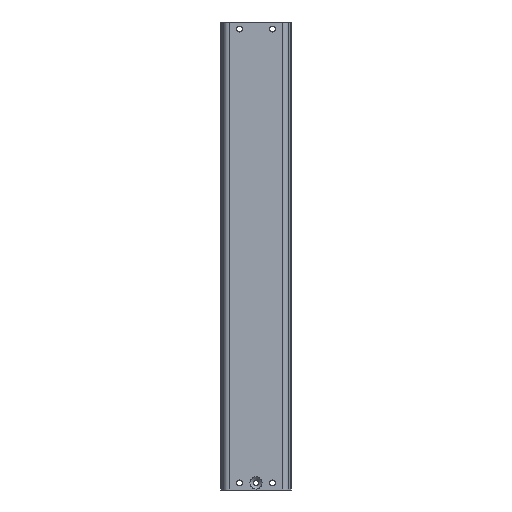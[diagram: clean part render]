
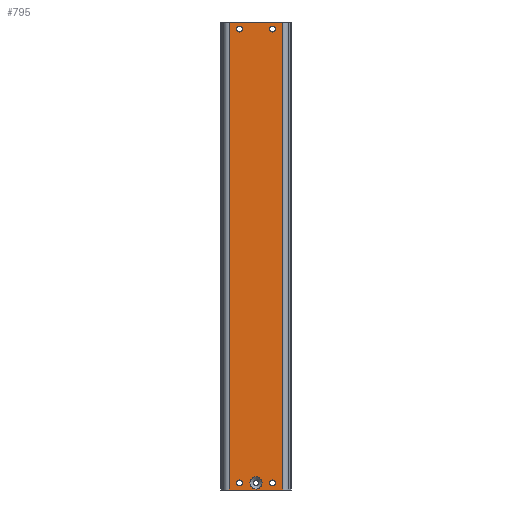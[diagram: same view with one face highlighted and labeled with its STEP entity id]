
A CAD part, left-side view. The second image highlights one B-rep face of the part: STEP entity #795.
In plain terms, the highlighted planar face has unit normal (-1, 0, 0).
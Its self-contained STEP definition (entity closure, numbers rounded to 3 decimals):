
#20 = CIRCLE ( 'NONE', #2309, 3.2 ) ;
#46 = VERTEX_POINT ( 'NONE', #1178 ) ;
#126 = CIRCLE ( 'NONE', #3382, 3.2 ) ;
#139 = FACE_BOUND ( 'NONE', #4469, .T. ) ;
#163 = LINE ( 'NONE', #4121, #1775 ) ;
#165 = AXIS2_PLACEMENT_3D ( 'NONE', #2371, #3548, #2817 ) ;
#191 = CARTESIAN_POINT ( 'NONE',  ( 0., 28.779, -500. ) ) ;
#229 = VECTOR ( 'NONE', #3228, 1000. ) ;
#276 = VERTEX_POINT ( 'NONE', #2239 ) ;
#336 = ORIENTED_EDGE ( 'NONE', *, *, #3395, .T. ) ;
#337 = LINE ( 'NONE', #1769, #229 ) ;
#425 = CARTESIAN_POINT ( 'NONE',  ( 0., 17.5, -10.7 ) ) ;
#576 = ORIENTED_EDGE ( 'NONE', *, *, #3690, .T. ) ;
#603 = EDGE_CURVE ( 'NONE', #3065, #3316, #337, .T. ) ;
#638 = AXIS2_PLACEMENT_3D ( 'NONE', #2104, #3549, #1033 ) ;
#650 = ORIENTED_EDGE ( 'NONE', *, *, #603, .T. ) ;
#662 = CARTESIAN_POINT ( 'NONE',  ( 0., 0., -486. ) ) ;
#671 = VERTEX_POINT ( 'NONE', #1472 ) ;
#681 = DIRECTION ( 'NONE',  ( 0., 0., -1. ) ) ;
#685 = DIRECTION ( 'NONE',  ( 0., 0., -1. ) ) ;
#688 = CARTESIAN_POINT ( 'NONE',  ( 0., 0., -492.5 ) ) ;
#795 = ADVANCED_FACE ( 'NONE', ( #881, #3833, #1567, #139, #3443, #3039 ), #4444, .T. ) ;
#881 = FACE_BOUND ( 'NONE', #3134, .T. ) ;
#931 = AXIS2_PLACEMENT_3D ( 'NONE', #966, #3480, #4256 ) ;
#966 = CARTESIAN_POINT ( 'NONE',  ( 0., -17.5, -7.5 ) ) ;
#989 = EDGE_CURVE ( 'NONE', #276, #4448, #1827, .T. ) ;
#990 = ORIENTED_EDGE ( 'NONE', *, *, #3305, .T. ) ;
#1013 = ORIENTED_EDGE ( 'NONE', *, *, #4314, .F. ) ;
#1022 = EDGE_LOOP ( 'NONE', ( #2909, #4291 ) ) ;
#1028 = CIRCLE ( 'NONE', #3530, 6.5 ) ;
#1033 = DIRECTION ( 'NONE',  ( 0., 0., -1. ) ) ;
#1111 = AXIS2_PLACEMENT_3D ( 'NONE', #688, #2894, #2166 ) ;
#1178 = CARTESIAN_POINT ( 'NONE',  ( 0., 28.779, 0. ) ) ;
#1211 = VERTEX_POINT ( 'NONE', #1948 ) ;
#1295 = DIRECTION ( 'NONE',  ( 0., 0., 1. ) ) ;
#1383 = VERTEX_POINT ( 'NONE', #425 ) ;
#1389 = EDGE_LOOP ( 'NONE', ( #3088, #4302, #650, #576 ) ) ;
#1428 = CARTESIAN_POINT ( 'NONE',  ( 0., -17.5, -492.5 ) ) ;
#1444 = AXIS2_PLACEMENT_3D ( 'NONE', #4041, #3993, #685 ) ;
#1472 = CARTESIAN_POINT ( 'NONE',  ( 0., -17.5, -489.3 ) ) ;
#1539 = DIRECTION ( 'NONE',  ( 1., 0., 0. ) ) ;
#1567 = FACE_BOUND ( 'NONE', #2902, .T. ) ;
#1582 = CARTESIAN_POINT ( 'NONE',  ( 0., 17.5, -4.3 ) ) ;
#1653 = CARTESIAN_POINT ( 'NONE',  ( 0., -28.779, -500. ) ) ;
#1769 = CARTESIAN_POINT ( 'NONE',  ( 0., 28.779, -500. ) ) ;
#1775 = VECTOR ( 'NONE', #1952, 1000. ) ;
#1808 = VERTEX_POINT ( 'NONE', #1582 ) ;
#1827 = CIRCLE ( 'NONE', #1444, 3.2 ) ;
#1845 = DIRECTION ( 'NONE',  ( 0., 0., -1. ) ) ;
#1869 = CARTESIAN_POINT ( 'NONE',  ( 0., -28.779, 0. ) ) ;
#1948 = CARTESIAN_POINT ( 'NONE',  ( 0., 17.5, -489.3 ) ) ;
#1952 = DIRECTION ( 'NONE',  ( 0., -1., 0. ) ) ;
#1956 = ORIENTED_EDGE ( 'NONE', *, *, #2321, .T. ) ;
#1999 = CIRCLE ( 'NONE', #4281, 3.2 ) ;
#2076 = ORIENTED_EDGE ( 'NONE', *, *, #4227, .T. ) ;
#2104 = CARTESIAN_POINT ( 'NONE',  ( 0., 17.5, -492.5 ) ) ;
#2166 = DIRECTION ( 'NONE',  ( 0., 0., 1. ) ) ;
#2196 = VERTEX_POINT ( 'NONE', #4088 ) ;
#2239 = CARTESIAN_POINT ( 'NONE',  ( 0., -17.5, -4.3 ) ) ;
#2266 = CARTESIAN_POINT ( 'NONE',  ( 0., -17.5, -10.7 ) ) ;
#2268 = EDGE_CURVE ( 'NONE', #3065, #46, #4618, .T. ) ;
#2309 = AXIS2_PLACEMENT_3D ( 'NONE', #4030, #3989, #681 ) ;
#2311 = DIRECTION ( 'NONE',  ( 0., 0., 1. ) ) ;
#2321 = EDGE_CURVE ( 'NONE', #671, #2580, #2684, .T. ) ;
#2371 = CARTESIAN_POINT ( 'NONE',  ( 0., -17.5, -492.5 ) ) ;
#2427 = DIRECTION ( 'NONE',  ( 0., 0., -1. ) ) ;
#2491 = CARTESIAN_POINT ( 'NONE',  ( 0., -28.779, -500. ) ) ;
#2580 = VERTEX_POINT ( 'NONE', #2978 ) ;
#2684 = CIRCLE ( 'NONE', #165, 3.2 ) ;
#2741 = AXIS2_PLACEMENT_3D ( 'NONE', #191, #4464, #2311 ) ;
#2760 = DIRECTION ( 'NONE',  ( 1., 0., 0. ) ) ;
#2770 = LINE ( 'NONE', #1653, #3986 ) ;
#2796 = DIRECTION ( 'NONE',  ( 0., 0., 1. ) ) ;
#2817 = DIRECTION ( 'NONE',  ( 0., 0., 1. ) ) ;
#2852 = EDGE_LOOP ( 'NONE', ( #4388, #1956 ) ) ;
#2894 = DIRECTION ( 'NONE',  ( -1., 0., 0. ) ) ;
#2902 = EDGE_LOOP ( 'NONE', ( #990, #4280 ) ) ;
#2904 = DIRECTION ( 'NONE',  ( 0., 0., 1. ) ) ;
#2909 = ORIENTED_EDGE ( 'NONE', *, *, #3162, .T. ) ;
#2928 = DIRECTION ( 'NONE',  ( -1., 0., 0. ) ) ;
#2938 = EDGE_CURVE ( 'NONE', #2580, #671, #1999, .T. ) ;
#2978 = CARTESIAN_POINT ( 'NONE',  ( 0., -17.5, -495.7 ) ) ;
#2995 = EDGE_CURVE ( 'NONE', #46, #4432, #163, .T. ) ;
#3003 = VERTEX_POINT ( 'NONE', #3100 ) ;
#3039 = FACE_OUTER_BOUND ( 'NONE', #1389, .T. ) ;
#3065 = VERTEX_POINT ( 'NONE', #3082 ) ;
#3082 = CARTESIAN_POINT ( 'NONE',  ( 0., 28.779, -500. ) ) ;
#3088 = ORIENTED_EDGE ( 'NONE', *, *, #2995, .F. ) ;
#3100 = CARTESIAN_POINT ( 'NONE',  ( 0., 0., -499. ) ) ;
#3134 = EDGE_LOOP ( 'NONE', ( #1013, #3449 ) ) ;
#3153 = CIRCLE ( 'NONE', #1111, 6.5 ) ;
#3162 = EDGE_CURVE ( 'NONE', #4448, #276, #3824, .T. ) ;
#3228 = DIRECTION ( 'NONE',  ( 0., -1., 0. ) ) ;
#3295 = CARTESIAN_POINT ( 'NONE',  ( 0., 0., -492.5 ) ) ;
#3303 = VERTEX_POINT ( 'NONE', #662 ) ;
#3305 = EDGE_CURVE ( 'NONE', #2196, #1211, #4579, .T. ) ;
#3316 = VERTEX_POINT ( 'NONE', #2491 ) ;
#3333 = DIRECTION ( 'NONE',  ( 0., 0., 1. ) ) ;
#3382 = AXIS2_PLACEMENT_3D ( 'NONE', #3852, #2760, #2427 ) ;
#3395 = EDGE_CURVE ( 'NONE', #1808, #1383, #4288, .T. ) ;
#3423 = VECTOR ( 'NONE', #2796, 1000. ) ;
#3429 = EDGE_CURVE ( 'NONE', #1211, #2196, #20, .T. ) ;
#3443 = FACE_BOUND ( 'NONE', #1022, .T. ) ;
#3449 = ORIENTED_EDGE ( 'NONE', *, *, #3922, .F. ) ;
#3480 = DIRECTION ( 'NONE',  ( 1., 0., 0. ) ) ;
#3530 = AXIS2_PLACEMENT_3D ( 'NONE', #3295, #2928, #2904 ) ;
#3548 = DIRECTION ( 'NONE',  ( 1., 0., 0. ) ) ;
#3549 = DIRECTION ( 'NONE',  ( 1., 0., 0. ) ) ;
#3690 = EDGE_CURVE ( 'NONE', #3316, #4432, #2770, .T. ) ;
#3824 = CIRCLE ( 'NONE', #931, 3.2 ) ;
#3833 = FACE_BOUND ( 'NONE', #2852, .T. ) ;
#3852 = CARTESIAN_POINT ( 'NONE',  ( 0., 17.5, -7.5 ) ) ;
#3922 = EDGE_CURVE ( 'NONE', #3003, #3303, #1028, .T. ) ;
#3986 = VECTOR ( 'NONE', #1295, 1000. ) ;
#3989 = DIRECTION ( 'NONE',  ( 1., 0., 0. ) ) ;
#3993 = DIRECTION ( 'NONE',  ( 1., 0., 0. ) ) ;
#4030 = CARTESIAN_POINT ( 'NONE',  ( 0., 17.5, -492.5 ) ) ;
#4041 = CARTESIAN_POINT ( 'NONE',  ( 0., -17.5, -7.5 ) ) ;
#4055 = AXIS2_PLACEMENT_3D ( 'NONE', #4369, #4668, #1845 ) ;
#4088 = CARTESIAN_POINT ( 'NONE',  ( 0., 17.5, -495.7 ) ) ;
#4121 = CARTESIAN_POINT ( 'NONE',  ( 0., 28.779, 0. ) ) ;
#4227 = EDGE_CURVE ( 'NONE', #1383, #1808, #126, .T. ) ;
#4230 = CARTESIAN_POINT ( 'NONE',  ( 0., 28.779, -500. ) ) ;
#4256 = DIRECTION ( 'NONE',  ( 0., 0., -1. ) ) ;
#4280 = ORIENTED_EDGE ( 'NONE', *, *, #3429, .T. ) ;
#4281 = AXIS2_PLACEMENT_3D ( 'NONE', #1428, #1539, #3333 ) ;
#4288 = CIRCLE ( 'NONE', #4055, 3.2 ) ;
#4291 = ORIENTED_EDGE ( 'NONE', *, *, #989, .T. ) ;
#4302 = ORIENTED_EDGE ( 'NONE', *, *, #2268, .F. ) ;
#4314 = EDGE_CURVE ( 'NONE', #3303, #3003, #3153, .T. ) ;
#4369 = CARTESIAN_POINT ( 'NONE',  ( 0., 17.5, -7.5 ) ) ;
#4388 = ORIENTED_EDGE ( 'NONE', *, *, #2938, .T. ) ;
#4432 = VERTEX_POINT ( 'NONE', #1869 ) ;
#4444 = PLANE ( 'NONE',  #2741 ) ;
#4448 = VERTEX_POINT ( 'NONE', #2266 ) ;
#4464 = DIRECTION ( 'NONE',  ( -1., 0., 0. ) ) ;
#4469 = EDGE_LOOP ( 'NONE', ( #2076, #336 ) ) ;
#4579 = CIRCLE ( 'NONE', #638, 3.2 ) ;
#4618 = LINE ( 'NONE', #4230, #3423 ) ;
#4668 = DIRECTION ( 'NONE',  ( 1., 0., 0. ) ) ;
